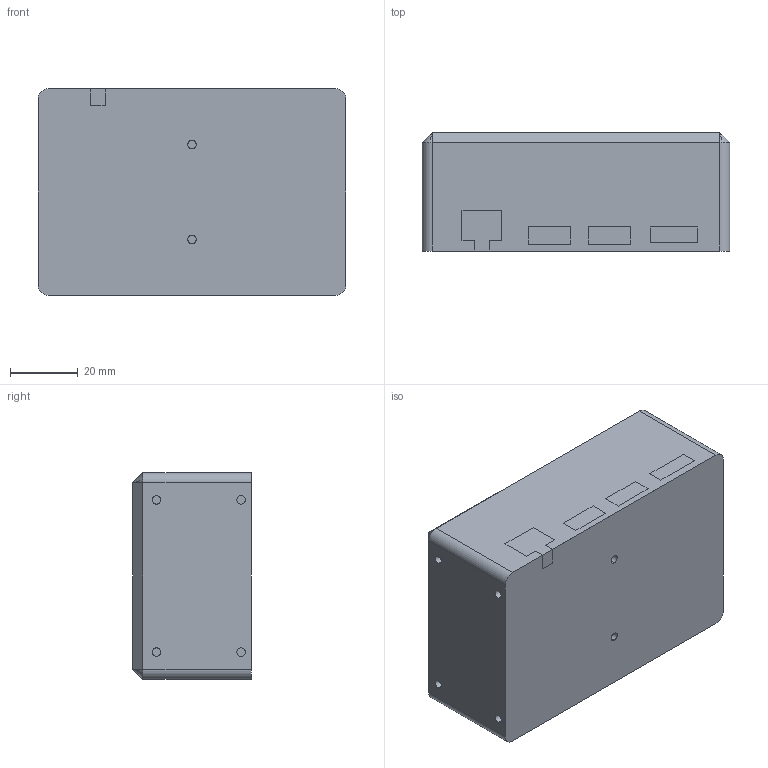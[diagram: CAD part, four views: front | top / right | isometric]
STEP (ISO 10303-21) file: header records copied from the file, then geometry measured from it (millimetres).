
FILE_DESCRIPTION((''),'2;1');
FILE_NAME('01_MANIFOLD2','2022-01-12T12:34:54',('Carry'),(''),'CREO PARAMETRIC BY PTC INC, 2021063','CREO PARAMETRIC BY PTC INC, 2021063','');
FILE_SCHEMA(('CONFIG_CONTROL_DESIGN'));
Length unit declared in the file: millimetre
Products named in the file (1): 01_MANIFOLD2
Bounding box: 91 x 35 x 61 mm (x, y, z)
Surface area: 71851.5 mm2
Topology: 2 solids, 4 shells, 146 faces, 358 edges, 236 vertices
Faces by surface type: cylinder 72, plane 62, cone 12
Entity records: 4307 total; most frequent: DIRECTION 800, CARTESIAN_POINT 729, ORIENTED_EDGE 636, EDGE_CURVE 346, AXIS2_PLACEMENT_3D 307, VERTEX_POINT 236, EDGE_LOOP 187, VECTOR 186
